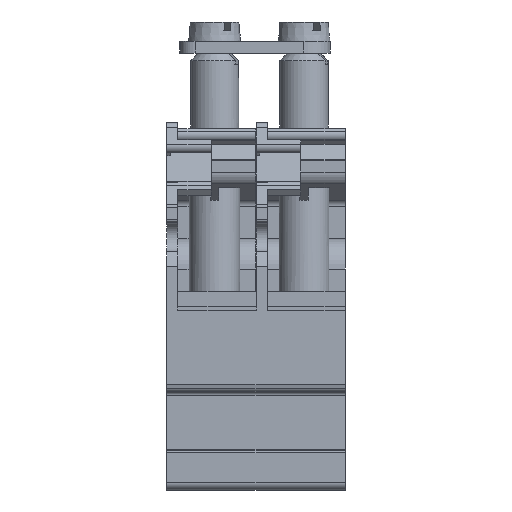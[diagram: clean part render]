
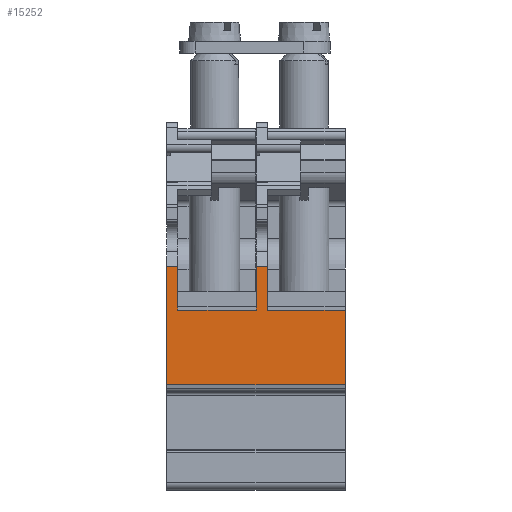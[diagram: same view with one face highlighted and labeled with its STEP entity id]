
A CAD part, left-side view. The second image highlights one B-rep face of the part: STEP entity #15252.
In plain terms, the highlighted planar face has unit normal (-1, 0, 0).
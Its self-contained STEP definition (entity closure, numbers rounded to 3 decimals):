
#867=LINE('',#22356,#1960);
#906=LINE('',#22451,#1999);
#950=LINE('',#22591,#2043);
#965=LINE('',#22622,#2058);
#993=LINE('',#22694,#2086);
#1308=LINE('',#23531,#2401);
#1309=LINE('',#23533,#2402);
#1310=LINE('',#23535,#2403);
#1311=LINE('',#23537,#2404);
#1312=LINE('',#23539,#2405);
#1960=VECTOR('',#17715,1000.);
#1999=VECTOR('',#17790,1000.);
#2043=VECTOR('',#17892,1000.);
#2058=VECTOR('',#17921,1000.);
#2086=VECTOR('',#17981,1000.);
#2401=VECTOR('',#18800,1000.);
#2402=VECTOR('',#18801,1000.);
#2403=VECTOR('',#18802,1000.);
#2404=VECTOR('',#18803,1000.);
#2405=VECTOR('',#18804,1000.);
#5172=ORIENTED_EDGE('',*,*,#6861,.F.);
#5173=ORIENTED_EDGE('',*,*,#7270,.T.);
#5174=ORIENTED_EDGE('',*,*,#7271,.T.);
#5175=ORIENTED_EDGE('',*,*,#7272,.T.);
#5176=ORIENTED_EDGE('',*,*,#7273,.F.);
#5177=ORIENTED_EDGE('',*,*,#7274,.F.);
#5178=ORIENTED_EDGE('',*,*,#6736,.T.);
#5179=ORIENTED_EDGE('',*,*,#6825,.T.);
#5180=ORIENTED_EDGE('',*,*,#6807,.T.);
#5181=ORIENTED_EDGE('',*,*,#6688,.T.);
#6688=EDGE_CURVE('',#8066,#8065,#867,.T.);
#6736=EDGE_CURVE('',#8104,#8103,#906,.T.);
#6807=EDGE_CURVE('',#8171,#8066,#950,.T.);
#6825=EDGE_CURVE('',#8103,#8171,#965,.T.);
#6861=EDGE_CURVE('',#8207,#8065,#993,.T.);
#7270=EDGE_CURVE('',#8207,#8478,#1308,.T.);
#7271=EDGE_CURVE('',#8478,#8479,#1309,.T.);
#7272=EDGE_CURVE('',#8479,#8480,#1310,.T.);
#7273=EDGE_CURVE('',#8481,#8480,#1311,.T.);
#7274=EDGE_CURVE('',#8104,#8481,#1312,.T.);
#8065=VERTEX_POINT('',#22355);
#8066=VERTEX_POINT('',#22357);
#8103=VERTEX_POINT('',#22450);
#8104=VERTEX_POINT('',#22452);
#8171=VERTEX_POINT('',#22592);
#8207=VERTEX_POINT('',#22693);
#8478=VERTEX_POINT('',#23532);
#8479=VERTEX_POINT('',#23534);
#8480=VERTEX_POINT('',#23536);
#8481=VERTEX_POINT('',#23538);
#9522=EDGE_LOOP('',(#5172,#5173,#5174,#5175,#5176,#5177,#5178,#5179,#5180,
#5181));
#10170=FACE_BOUND('',#9522,.T.);
#10605=PLANE('',#16153);
#15252=ADVANCED_FACE('',(#10170),#10605,.T.);
#16153=AXIS2_PLACEMENT_3D('',#23530,#18798,#18799);
#17715=DIRECTION('',(0.,1.,0.));
#17790=DIRECTION('',(0.,0.,1.));
#17892=DIRECTION('',(0.,0.,1.));
#17921=DIRECTION('',(0.,1.,0.));
#17981=DIRECTION('',(0.,0.,1.));
#18798=DIRECTION('',(-1.,0.,0.));
#18799=DIRECTION('',(0.,0.,1.));
#18800=DIRECTION('',(0.,1.,0.));
#18801=DIRECTION('',(0.,0.,1.));
#18802=DIRECTION('',(0.,1.,0.));
#18803=DIRECTION('',(0.,0.,1.));
#18804=DIRECTION('',(0.,1.,0.));
#22355=CARTESIAN_POINT('',(-36.,-12.05,5.347));
#22356=CARTESIAN_POINT('',(-36.,-13.55,5.347));
#22357=CARTESIAN_POINT('',(-36.,-13.55,5.347));
#22450=CARTESIAN_POINT('',(-36.,-24.05,-0.5));
#22451=CARTESIAN_POINT('',(-36.,-24.05,-10.59));
#22452=CARTESIAN_POINT('',(-36.,-24.05,-10.59));
#22591=CARTESIAN_POINT('',(-36.,-13.55,-0.5));
#22592=CARTESIAN_POINT('',(-36.,-13.55,-0.5));
#22622=CARTESIAN_POINT('',(-36.,-24.05,-0.5));
#22693=CARTESIAN_POINT('',(-36.,-12.05,-0.5));
#22694=CARTESIAN_POINT('',(-36.,-12.05,-0.5));
#23530=CARTESIAN_POINT('',(-36.,-1.5,-0.5));
#23531=CARTESIAN_POINT('',(-36.,-12.,-0.5));
#23532=CARTESIAN_POINT('',(-36.,-1.5,-0.5));
#23533=CARTESIAN_POINT('',(-36.,-1.5,-0.5));
#23534=CARTESIAN_POINT('',(-36.,-1.5,5.347));
#23535=CARTESIAN_POINT('',(-36.,-1.5,5.347));
#23536=CARTESIAN_POINT('',(-36.,0.,5.347));
#23537=CARTESIAN_POINT('',(-36.,0.,-0.5));
#23538=CARTESIAN_POINT('',(-36.,0.,-10.59));
#23539=CARTESIAN_POINT('',(-36.,-24.05,-10.59));
